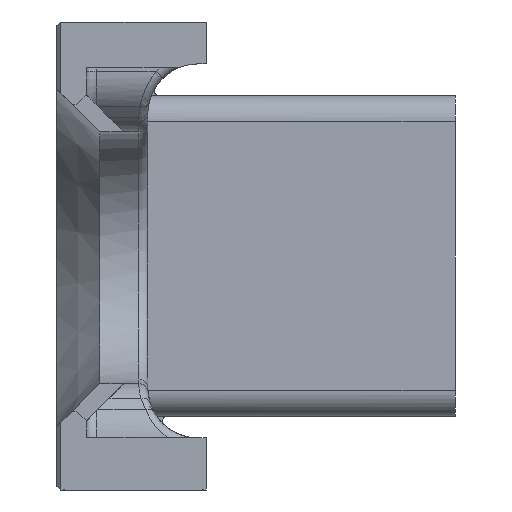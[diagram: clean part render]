
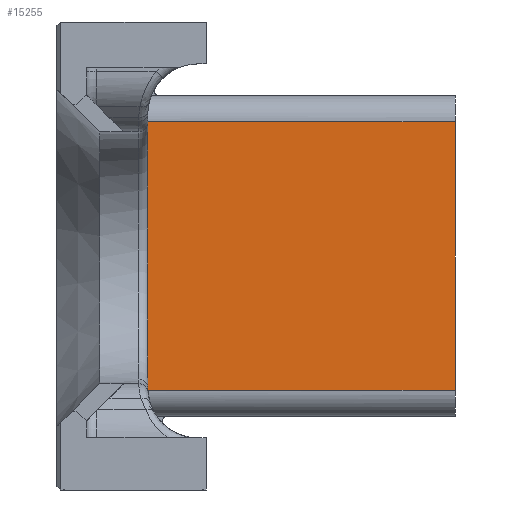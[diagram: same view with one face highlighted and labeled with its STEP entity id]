
A CAD part, left-side view. The second image highlights one B-rep face of the part: STEP entity #15255.
In plain terms, the highlighted planar face has unit normal (-1, 0, 0).
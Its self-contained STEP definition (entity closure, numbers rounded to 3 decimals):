
#107 = LINE ( 'NONE', #12761, #8150 ) ;
#481 = VECTOR ( 'NONE', #12440, 1000. ) ;
#561 = CARTESIAN_POINT ( 'NONE',  ( -26.4, -9.143, -10.739 ) ) ;
#629 = LINE ( 'NONE', #9618, #14417 ) ;
#1058 = CARTESIAN_POINT ( 'NONE',  ( -26.4, -9.082, -13.494 ) ) ;
#1180 = CARTESIAN_POINT ( 'NONE',  ( -26.4, -9.082, -23.5 ) ) ;
#1203 = VECTOR ( 'NONE', #5245, 1000. ) ;
#1237 = DIRECTION ( 'NONE',  ( -1., 0., 0. ) ) ;
#1446 = CARTESIAN_POINT ( 'NONE',  ( -26.4, -48.606, -10.739 ) ) ;
#1849 = EDGE_CURVE ( 'NONE', #8735, #11219, #10104, .T. ) ;
#1866 = EDGE_CURVE ( 'NONE', #11219, #4884, #10022, .T. ) ;
#1897 = ORIENTED_EDGE ( 'NONE', *, *, #6211, .T. ) ;
#2000 = EDGE_LOOP ( 'NONE', ( #7503, #3198, #1897, #5450, #6476, #11390, #7316, #4140, #2970, #13831, #15981, #11151 ) ) ;
#2310 = VERTEX_POINT ( 'NONE', #7574 ) ;
#2547 = VERTEX_POINT ( 'NONE', #10966 ) ;
#2568 = VERTEX_POINT ( 'NONE', #13545 ) ;
#2685 = LINE ( 'NONE', #1446, #1203 ) ;
#2941 = EDGE_CURVE ( 'NONE', #2547, #3970, #107, .T. ) ;
#2970 = ORIENTED_EDGE ( 'NONE', *, *, #9521, .F. ) ;
#3198 = ORIENTED_EDGE ( 'NONE', *, *, #1849, .F. ) ;
#3213 = CARTESIAN_POINT ( 'NONE',  ( -26.4, -9.143, -7.275 ) ) ;
#3352 = EDGE_CURVE ( 'NONE', #15483, #12978, #16027, .T. ) ;
#3547 = VERTEX_POINT ( 'NONE', #561 ) ;
#3626 = VECTOR ( 'NONE', #3985, 1000. ) ;
#3970 = VERTEX_POINT ( 'NONE', #12866 ) ;
#3985 = DIRECTION ( 'NONE',  ( 0., 1., 0. ) ) ;
#4093 = VECTOR ( 'NONE', #10185, 1000. ) ;
#4140 = ORIENTED_EDGE ( 'NONE', *, *, #2941, .F. ) ;
#4177 = VECTOR ( 'NONE', #4542, 1000. ) ;
#4318 = VECTOR ( 'NONE', #14462, 1000. ) ;
#4523 = CARTESIAN_POINT ( 'NONE',  ( -26.4, -40., -13.494 ) ) ;
#4533 = EDGE_CURVE ( 'NONE', #8503, #14810, #9596, .T. ) ;
#4542 = DIRECTION ( 'NONE',  ( 0., 0., 1. ) ) ;
#4884 = VERTEX_POINT ( 'NONE', #9560 ) ;
#5245 = DIRECTION ( 'NONE',  ( 0., -1., 0. ) ) ;
#5393 = CARTESIAN_POINT ( 'NONE',  ( -26.4, -9.143, -23.383 ) ) ;
#5450 = ORIENTED_EDGE ( 'NONE', *, *, #5690, .T. ) ;
#5485 = CARTESIAN_POINT ( 'NONE',  ( -26.4, -40., -13.494 ) ) ;
#5690 = EDGE_CURVE ( 'NONE', #2568, #14810, #11579, .T. ) ;
#5870 = LINE ( 'NONE', #10742, #4177 ) ;
#6211 = EDGE_CURVE ( 'NONE', #8735, #2568, #14261, .T. ) ;
#6277 = DIRECTION ( 'NONE',  ( 0., 0., 1. ) ) ;
#6476 = ORIENTED_EDGE ( 'NONE', *, *, #4533, .F. ) ;
#6835 = VECTOR ( 'NONE', #9492, 1000. ) ;
#7316 = ORIENTED_EDGE ( 'NONE', *, *, #7812, .T. ) ;
#7503 = ORIENTED_EDGE ( 'NONE', *, *, #1866, .F. ) ;
#7574 = CARTESIAN_POINT ( 'NONE',  ( -26.4, -9.143, 10.739 ) ) ;
#7610 = EDGE_CURVE ( 'NONE', #2310, #8503, #629, .T. ) ;
#7812 = EDGE_CURVE ( 'NONE', #2310, #3970, #15338, .T. ) ;
#7842 = DIRECTION ( 'NONE',  ( 0., 1., 0. ) ) ;
#8072 = LINE ( 'NONE', #10566, #4318 ) ;
#8150 = VECTOR ( 'NONE', #15399, 1000. ) ;
#8348 = DIRECTION ( 'NONE',  ( 0., 0., 1. ) ) ;
#8376 = DIRECTION ( 'NONE',  ( 0., 1., 0. ) ) ;
#8503 = VERTEX_POINT ( 'NONE', #14800 ) ;
#8597 = CARTESIAN_POINT ( 'NONE',  ( -26.4, -9.082, -7.275 ) ) ;
#8735 = VERTEX_POINT ( 'NONE', #4523 ) ;
#8745 = FACE_OUTER_BOUND ( 'NONE', #2000, .T. ) ;
#9492 = DIRECTION ( 'NONE',  ( 0., 1., 0. ) ) ;
#9521 = EDGE_CURVE ( 'NONE', #12978, #2547, #5870, .T. ) ;
#9560 = CARTESIAN_POINT ( 'NONE',  ( -26.4, -9.082, -10.739 ) ) ;
#9596 = LINE ( 'NONE', #14660, #11384 ) ;
#9618 = CARTESIAN_POINT ( 'NONE',  ( -26.4, -48.606, 10.739 ) ) ;
#9846 = CARTESIAN_POINT ( 'NONE',  ( -26.4, -9.082, 13.494 ) ) ;
#10022 = LINE ( 'NONE', #1180, #481 ) ;
#10104 = LINE ( 'NONE', #10274, #3626 ) ;
#10154 = PLANE ( 'NONE',  #15858 ) ;
#10185 = DIRECTION ( 'NONE',  ( 0., 0., -1. ) ) ;
#10274 = CARTESIAN_POINT ( 'NONE',  ( -26.4, -40., -13.494 ) ) ;
#10371 = DIRECTION ( 'NONE',  ( 0., 0., 1. ) ) ;
#10566 = CARTESIAN_POINT ( 'NONE',  ( -26.4, -9.143, -23.383 ) ) ;
#10742 = CARTESIAN_POINT ( 'NONE',  ( -26.4, -9.082, -23.5 ) ) ;
#10966 = CARTESIAN_POINT ( 'NONE',  ( -26.4, -9.082, 7.275 ) ) ;
#11151 = ORIENTED_EDGE ( 'NONE', *, *, #12756, .F. ) ;
#11219 = VERTEX_POINT ( 'NONE', #1058 ) ;
#11384 = VECTOR ( 'NONE', #8348, 1000. ) ;
#11390 = ORIENTED_EDGE ( 'NONE', *, *, #7610, .F. ) ;
#11579 = LINE ( 'NONE', #15462, #13752 ) ;
#12440 = DIRECTION ( 'NONE',  ( 0., 0., 1. ) ) ;
#12741 = VECTOR ( 'NONE', #10371, 1000. ) ;
#12756 = EDGE_CURVE ( 'NONE', #4884, #3547, #2685, .T. ) ;
#12761 = CARTESIAN_POINT ( 'NONE',  ( -26.4, -48.606, 7.275 ) ) ;
#12866 = CARTESIAN_POINT ( 'NONE',  ( -26.4, -9.143, 7.275 ) ) ;
#12978 = VERTEX_POINT ( 'NONE', #8597 ) ;
#13315 = EDGE_CURVE ( 'NONE', #15483, #3547, #8072, .T. ) ;
#13399 = CARTESIAN_POINT ( 'NONE',  ( -26.4, -48.606, -7.275 ) ) ;
#13545 = CARTESIAN_POINT ( 'NONE',  ( -26.4, -40., 13.494 ) ) ;
#13752 = VECTOR ( 'NONE', #7842, 1000. ) ;
#13823 = CARTESIAN_POINT ( 'NONE',  ( -26.4, -40., -13.494 ) ) ;
#13831 = ORIENTED_EDGE ( 'NONE', *, *, #3352, .F. ) ;
#14261 = LINE ( 'NONE', #5485, #12741 ) ;
#14417 = VECTOR ( 'NONE', #8376, 1000. ) ;
#14462 = DIRECTION ( 'NONE',  ( 0., 0., -1. ) ) ;
#14660 = CARTESIAN_POINT ( 'NONE',  ( -26.4, -9.082, -23.5 ) ) ;
#14800 = CARTESIAN_POINT ( 'NONE',  ( -26.4, -9.082, 10.739 ) ) ;
#14810 = VERTEX_POINT ( 'NONE', #9846 ) ;
#15255 = ADVANCED_FACE ( 'NONE', ( #8745 ), #10154, .T. ) ;
#15338 = LINE ( 'NONE', #5393, #4093 ) ;
#15399 = DIRECTION ( 'NONE',  ( 0., -1., 0. ) ) ;
#15462 = CARTESIAN_POINT ( 'NONE',  ( -26.4, -40., 13.494 ) ) ;
#15483 = VERTEX_POINT ( 'NONE', #3213 ) ;
#15858 = AXIS2_PLACEMENT_3D ( 'NONE', #13823, #1237, #6277 ) ;
#15981 = ORIENTED_EDGE ( 'NONE', *, *, #13315, .T. ) ;
#16027 = LINE ( 'NONE', #13399, #6835 ) ;
